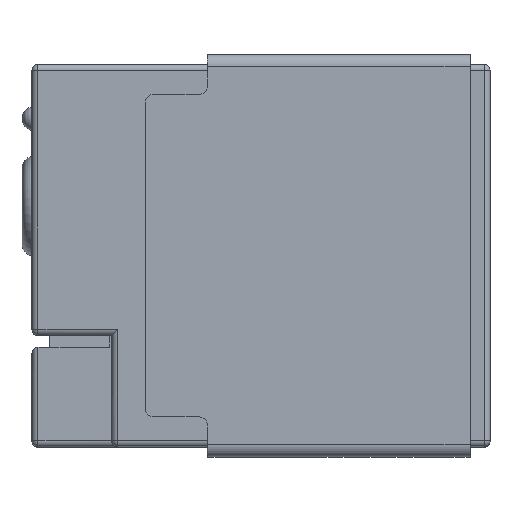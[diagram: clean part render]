
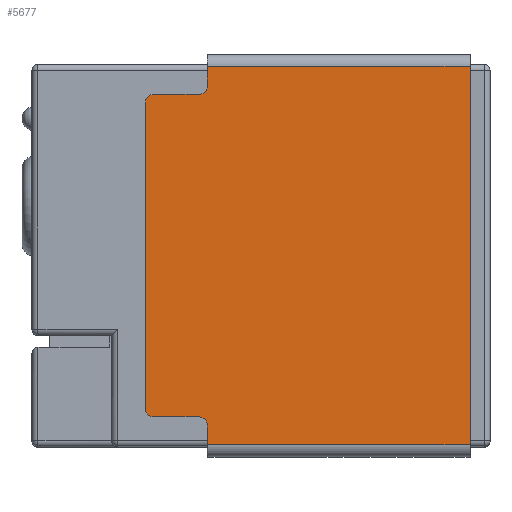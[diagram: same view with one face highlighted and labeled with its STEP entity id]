
A CAD part, top view. The second image highlights one B-rep face of the part: STEP entity #5677.
In plain terms, the highlighted planar face has unit normal (0, 0, 1).
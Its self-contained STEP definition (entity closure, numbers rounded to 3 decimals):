
#268=PLANE('',#6293);
#733=LINE('',#9517,#1261);
#752=LINE('',#9566,#1280);
#758=LINE('',#9579,#1286);
#761=LINE('',#9587,#1289);
#764=LINE('',#9595,#1292);
#766=LINE('',#9603,#1294);
#769=LINE('',#9608,#1297);
#770=LINE('',#9609,#1298);
#1261=VECTOR('',#7868,1000.);
#1280=VECTOR('',#7903,1000.);
#1286=VECTOR('',#7917,1000.);
#1289=VECTOR('',#7926,1000.);
#1292=VECTOR('',#7935,1000.);
#1294=VECTOR('',#7945,1000.);
#1297=VECTOR('',#7950,1000.);
#1298=VECTOR('',#7951,1000.);
#1815=FACE_OUTER_BOUND('',#2166,.T.);
#2166=EDGE_LOOP('',(#5181,#5182,#5183,#5184,#5185,#5186,#5187,#5188,#5189,
#5190,#5191,#5192));
#2447=CIRCLE('',#6281,0.2);
#2448=CIRCLE('',#6284,0.2);
#2449=CIRCLE('',#6287,0.2);
#2450=CIRCLE('',#6290,0.2);
#2877=VERTEX_POINT('',#9515);
#2878=VERTEX_POINT('',#9516);
#2899=VERTEX_POINT('',#9564);
#2900=VERTEX_POINT('',#9565);
#2902=VERTEX_POINT('',#9573);
#2903=VERTEX_POINT('',#9577);
#2904=VERTEX_POINT('',#9581);
#2905=VERTEX_POINT('',#9585);
#2906=VERTEX_POINT('',#9589);
#2907=VERTEX_POINT('',#9593);
#2908=VERTEX_POINT('',#9597);
#2909=VERTEX_POINT('',#9601);
#3637=EDGE_CURVE('',#2877,#2878,#733,.T.);
#3662=EDGE_CURVE('',#2899,#2900,#752,.T.);
#3668=EDGE_CURVE('',#2900,#2902,#2447,.T.);
#3670=EDGE_CURVE('',#2902,#2903,#758,.T.);
#3672=EDGE_CURVE('',#2903,#2904,#2448,.T.);
#3674=EDGE_CURVE('',#2904,#2905,#761,.T.);
#3676=EDGE_CURVE('',#2905,#2906,#2449,.T.);
#3678=EDGE_CURVE('',#2906,#2907,#764,.T.);
#3680=EDGE_CURVE('',#2907,#2908,#2450,.T.);
#3682=EDGE_CURVE('',#2908,#2909,#766,.T.);
#3685=EDGE_CURVE('',#2909,#2877,#769,.T.);
#3686=EDGE_CURVE('',#2878,#2899,#770,.T.);
#5181=ORIENTED_EDGE('',*,*,#3682,.T.);
#5182=ORIENTED_EDGE('',*,*,#3685,.T.);
#5183=ORIENTED_EDGE('',*,*,#3637,.T.);
#5184=ORIENTED_EDGE('',*,*,#3686,.T.);
#5185=ORIENTED_EDGE('',*,*,#3662,.T.);
#5186=ORIENTED_EDGE('',*,*,#3668,.T.);
#5187=ORIENTED_EDGE('',*,*,#3670,.T.);
#5188=ORIENTED_EDGE('',*,*,#3672,.T.);
#5189=ORIENTED_EDGE('',*,*,#3674,.T.);
#5190=ORIENTED_EDGE('',*,*,#3676,.T.);
#5191=ORIENTED_EDGE('',*,*,#3678,.T.);
#5192=ORIENTED_EDGE('',*,*,#3680,.T.);
#5677=ADVANCED_FACE('',(#1815),#268,.T.);
#6281=AXIS2_PLACEMENT_3D('',#9575,#7912,#7913);
#6284=AXIS2_PLACEMENT_3D('',#9583,#7921,#7922);
#6287=AXIS2_PLACEMENT_3D('',#9591,#7930,#7931);
#6290=AXIS2_PLACEMENT_3D('',#9599,#7939,#7940);
#6293=AXIS2_PLACEMENT_3D('',#9607,#7948,#7949);
#7868=DIRECTION('',(0.,1.,0.));
#7903=DIRECTION('',(0.,-1.,0.));
#7912=DIRECTION('center_axis',(0.,0.,
-1.));
#7913=DIRECTION('ref_axis',(0.,-1.,0.));
#7917=DIRECTION('',(-1.,0.,0.));
#7921=DIRECTION('center_axis',(0.,0.,
1.));
#7922=DIRECTION('ref_axis',(0.,1.,0.));
#7926=DIRECTION('',(0.,-1.,0.));
#7930=DIRECTION('center_axis',(0.,0.,
1.));
#7931=DIRECTION('ref_axis',(0.,1.,0.));
#7935=DIRECTION('',(1.,0.,0.));
#7939=DIRECTION('center_axis',(0.,0.,
-1.));
#7940=DIRECTION('ref_axis',(0.,-1.,0.));
#7945=DIRECTION('',(0.,-1.,0.));
#7948=DIRECTION('center_axis',(0.,0.,
1.));
#7949=DIRECTION('ref_axis',(0.,-1.,0.));
#7950=DIRECTION('',(1.,0.,0.));
#7951=DIRECTION('',(-1.,0.,0.));
#9515=CARTESIAN_POINT('',(5.376,-4.75,7.4));
#9516=CARTESIAN_POINT('',(5.376,4.75,7.4));
#9517=CARTESIAN_POINT('',(5.376,-5.05,7.4));
#9564=CARTESIAN_POINT('',(-1.224,4.75,7.4));
#9565=CARTESIAN_POINT('',(-1.224,4.25,7.4));
#9566=CARTESIAN_POINT('',(-1.224,4.25,7.4));
#9573=CARTESIAN_POINT('',(-1.424,4.05,7.4));
#9575=CARTESIAN_POINT('Origin',(-1.424,4.25,7.4));
#9577=CARTESIAN_POINT('',(-2.574,4.05,7.4));
#9579=CARTESIAN_POINT('',(-2.574,4.05,7.4));
#9581=CARTESIAN_POINT('',(-2.774,3.85,7.4));
#9583=CARTESIAN_POINT('Origin',(-2.574,3.85,7.4));
#9585=CARTESIAN_POINT('',(-2.774,-3.85,7.4));
#9587=CARTESIAN_POINT('',(-2.774,-3.85,7.4));
#9589=CARTESIAN_POINT('',(-2.574,-4.05,7.4));
#9591=CARTESIAN_POINT('Origin',(-2.574,-3.85,7.4));
#9593=CARTESIAN_POINT('',(-1.424,-4.05,7.4));
#9595=CARTESIAN_POINT('',(-1.424,-4.05,7.4));
#9597=CARTESIAN_POINT('',(-1.224,-4.25,7.4));
#9599=CARTESIAN_POINT('Origin',(-1.424,-4.25,7.4));
#9601=CARTESIAN_POINT('',(-1.224,-4.75,7.4));
#9603=CARTESIAN_POINT('',(-1.224,-5.05,7.4));
#9607=CARTESIAN_POINT('Origin',(-1.424,4.25,7.4));
#9608=CARTESIAN_POINT('',(5.376,-4.75,7.4));
#9609=CARTESIAN_POINT('',(-1.224,4.75,7.4));
